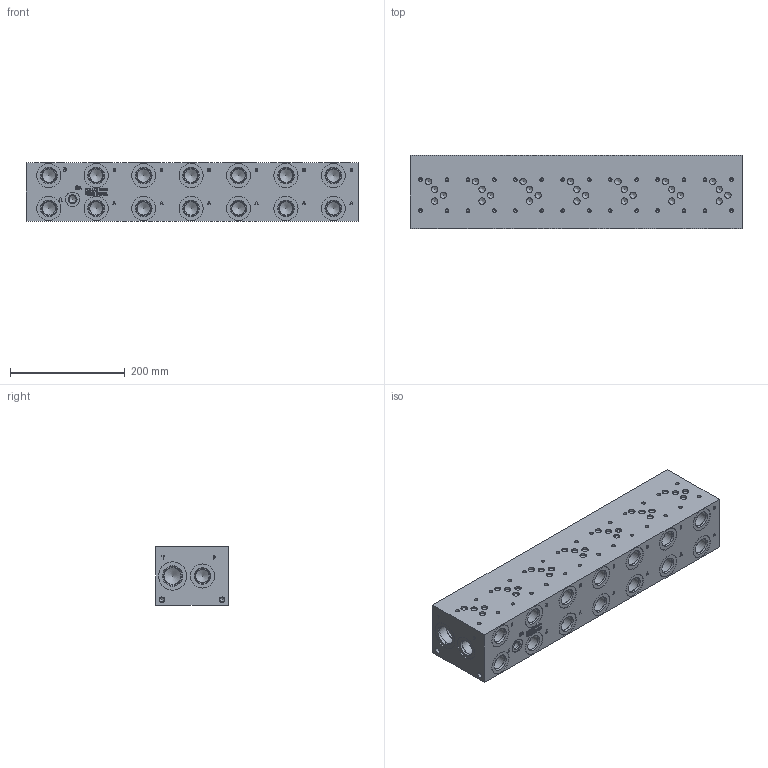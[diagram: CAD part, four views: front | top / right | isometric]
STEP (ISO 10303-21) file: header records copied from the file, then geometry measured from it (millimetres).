
FILE_DESCRIPTION(/* description */ (''),/* implementation_level */ '2;1');
FILE_NAME(/* name */ '_D05HP073S.stp',/* time_stamp */ '2022-10-14T16:43:12-04:00',/* author */ ('bobbyh'),/* organization */ (''),/* preprocessor_version */ 'ST-DEVELOPER v18',/* originating_system */ 'Autodesk Inventor 2020',/* authorisation */ '');
FILE_SCHEMA (('AUTOMOTIVE_DESIGN { 1 0 10303 214 3 1 1 }'));
Length unit declared in the file: millimetre
Products named in the file (1): Part_AD05HP073S_3D
Bounding box: 577.85 x 127 x 101.6 mm (x, y, z)
Volume: 7067195.1 mm3; surface area: 357506.7 mm2
Topology: 1 solids, 1 shells, 1086 faces, 2961 edges, 2017 vertices
Faces by surface type: plane 536, bspline 224, cylinder 188, cone 138
Full cylindrical faces by diameter (mm): 5.105 x28, 6.35 x28, 7.925 x4, 9.525 x4, 11.113 x2, 11.125 x26, 12.294 x1, 12.9 x1, 14.275 x1, 14.529 x1, 23.012 x16, 24.917 x16, 25.019 x1, 26.99 x2, 27 x14, 27.432 x16, 28.575 x2, 31.267 x2, 33.34 x1, 33.35 x1, 33.757 x2, 35.509 x1, 42.037 x16, 49.124 x2
Entity records: 36085 total; most frequent: CARTESIAN_POINT 8898, ORIENTED_EDGE 5764, DIRECTION 4862, EDGE_CURVE 2882, VERTEX_POINT 2017, LINE 1732, VECTOR 1732, AXIS2_PLACEMENT_3D 1565
